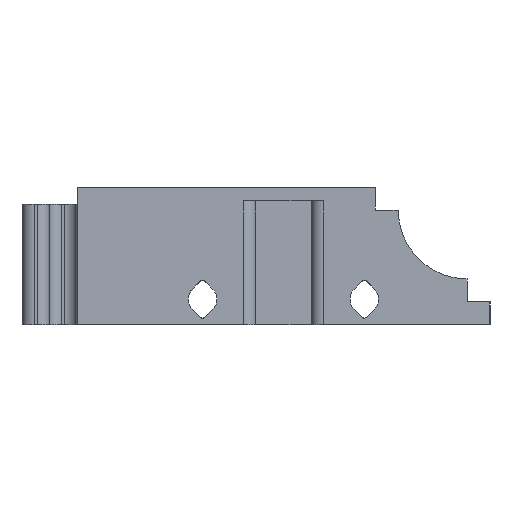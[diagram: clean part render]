
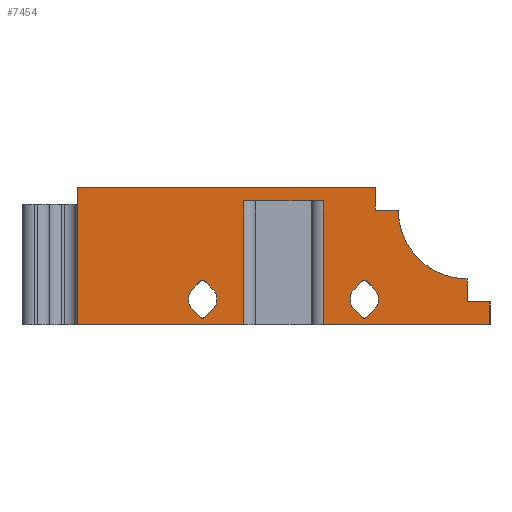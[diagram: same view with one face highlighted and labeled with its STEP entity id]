
A CAD part, left-side view. The second image highlights one B-rep face of the part: STEP entity #7454.
In plain terms, the highlighted planar face has unit normal (-1, 0, 0).
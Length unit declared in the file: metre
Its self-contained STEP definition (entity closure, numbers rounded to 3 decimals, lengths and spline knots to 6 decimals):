
#93=CIRCLE('',#7884,0.0004);
#94=CIRCLE('',#7885,0.002075);
#95=CIRCLE('',#7886,0.0004);
#96=CIRCLE('',#7887,0.002075);
#97=CIRCLE('',#7888,0.002075);
#98=CIRCLE('',#7889,0.0004);
#99=CIRCLE('',#7890,0.002075);
#100=CIRCLE('',#7891,0.0004);
#101=CIRCLE('',#7892,0.01);
#383=PLANE('',#7883);
#682=LINE('',#11023,#1451);
#709=LINE('',#11139,#1478);
#710=LINE('',#11144,#1479);
#711=LINE('',#11148,#1480);
#712=LINE('',#11152,#1481);
#713=LINE('',#11158,#1482);
#714=LINE('',#11162,#1483);
#715=LINE('',#11166,#1484);
#716=LINE('',#11170,#1485);
#717=LINE('',#11171,#1486);
#718=LINE('',#11173,#1487);
#719=LINE('',#11175,#1488);
#720=LINE('',#11177,#1489);
#721=LINE('',#11179,#1490);
#722=LINE('',#11181,#1491);
#723=LINE('',#11183,#1492);
#724=LINE('',#11185,#1493);
#725=LINE('',#11187,#1494);
#726=LINE('',#11189,#1495);
#727=LINE('',#11193,#1496);
#1451=VECTOR('',#8582,1.);
#1478=VECTOR('',#8639,1.);
#1479=VECTOR('',#8642,1.);
#1480=VECTOR('',#8645,1.);
#1481=VECTOR('',#8648,1.);
#1482=VECTOR('',#8653,1.);
#1483=VECTOR('',#8656,1.);
#1484=VECTOR('',#8659,1.);
#1485=VECTOR('',#8662,1.);
#1486=VECTOR('',#8663,1.);
#1487=VECTOR('',#8664,1.);
#1488=VECTOR('',#8665,1.);
#1489=VECTOR('',#8666,1.);
#1490=VECTOR('',#8667,1.);
#1491=VECTOR('',#8668,1.);
#1492=VECTOR('',#8669,1.);
#1493=VECTOR('',#8670,1.);
#1494=VECTOR('',#8671,1.);
#1495=VECTOR('',#8672,1.);
#1496=VECTOR('',#8675,1.);
#2507=ORIENTED_EDGE('',*,*,#4656,.F.);
#2508=ORIENTED_EDGE('',*,*,#4657,.T.);
#2509=ORIENTED_EDGE('',*,*,#4658,.T.);
#2510=ORIENTED_EDGE('',*,*,#4659,.T.);
#2511=ORIENTED_EDGE('',*,*,#4660,.T.);
#2512=ORIENTED_EDGE('',*,*,#4661,.T.);
#2513=ORIENTED_EDGE('',*,*,#4662,.F.);
#2514=ORIENTED_EDGE('',*,*,#4663,.T.);
#2515=ORIENTED_EDGE('',*,*,#4664,.F.);
#2516=ORIENTED_EDGE('',*,*,#4665,.T.);
#2517=ORIENTED_EDGE('',*,*,#4666,.F.);
#2518=ORIENTED_EDGE('',*,*,#4667,.F.);
#2519=ORIENTED_EDGE('',*,*,#4668,.F.);
#2520=ORIENTED_EDGE('',*,*,#4669,.F.);
#2521=ORIENTED_EDGE('',*,*,#4670,.F.);
#2522=ORIENTED_EDGE('',*,*,#4671,.T.);
#2523=ORIENTED_EDGE('',*,*,#4672,.F.);
#2524=ORIENTED_EDGE('',*,*,#4607,.F.);
#2525=ORIENTED_EDGE('',*,*,#4673,.T.);
#2526=ORIENTED_EDGE('',*,*,#4674,.T.);
#2527=ORIENTED_EDGE('',*,*,#4675,.F.);
#2528=ORIENTED_EDGE('',*,*,#4676,.T.);
#2529=ORIENTED_EDGE('',*,*,#4677,.T.);
#2530=ORIENTED_EDGE('',*,*,#4678,.T.);
#2531=ORIENTED_EDGE('',*,*,#4679,.T.);
#2532=ORIENTED_EDGE('',*,*,#4680,.F.);
#2533=ORIENTED_EDGE('',*,*,#4681,.F.);
#2534=ORIENTED_EDGE('',*,*,#4682,.F.);
#2535=ORIENTED_EDGE('',*,*,#4683,.F.);
#4607=EDGE_CURVE('',#5708,#5706,#682,.F.);
#4656=EDGE_CURVE('',#5756,#5757,#709,.T.);
#4657=EDGE_CURVE('',#5756,#5758,#93,.T.);
#4658=EDGE_CURVE('',#5758,#5759,#710,.T.);
#4659=EDGE_CURVE('',#5759,#5760,#94,.T.);
#4660=EDGE_CURVE('',#5760,#5761,#711,.T.);
#4661=EDGE_CURVE('',#5761,#5762,#95,.T.);
#4662=EDGE_CURVE('',#5763,#5762,#712,.T.);
#4663=EDGE_CURVE('',#5763,#5757,#96,.T.);
#4664=EDGE_CURVE('',#5764,#5765,#97,.F.);
#4665=EDGE_CURVE('',#5764,#5766,#713,.T.);
#4666=EDGE_CURVE('',#5767,#5766,#98,.F.);
#4667=EDGE_CURVE('',#5768,#5767,#714,.T.);
#4668=EDGE_CURVE('',#5769,#5768,#99,.F.);
#4669=EDGE_CURVE('',#5770,#5769,#715,.T.);
#4670=EDGE_CURVE('',#5771,#5770,#100,.F.);
#4671=EDGE_CURVE('',#5771,#5765,#716,.T.);
#4672=EDGE_CURVE('',#5706,#5772,#717,.T.);
#4673=EDGE_CURVE('',#5708,#5773,#718,.F.);
#4674=EDGE_CURVE('',#5773,#5774,#719,.F.);
#4675=EDGE_CURVE('',#5775,#5774,#720,.T.);
#4676=EDGE_CURVE('',#5775,#5776,#721,.F.);
#4677=EDGE_CURVE('',#5776,#5777,#722,.F.);
#4678=EDGE_CURVE('',#5777,#5778,#723,.F.);
#4679=EDGE_CURVE('',#5778,#5779,#724,.T.);
#4680=EDGE_CURVE('',#5780,#5779,#725,.T.);
#4681=EDGE_CURVE('',#5781,#5780,#726,.T.);
#4682=EDGE_CURVE('',#5782,#5781,#101,.F.);
#4683=EDGE_CURVE('',#5772,#5782,#727,.T.);
#5706=VERTEX_POINT('',#11018);
#5708=VERTEX_POINT('',#11022);
#5756=VERTEX_POINT('',#11140);
#5757=VERTEX_POINT('',#11141);
#5758=VERTEX_POINT('',#11143);
#5759=VERTEX_POINT('',#11145);
#5760=VERTEX_POINT('',#11147);
#5761=VERTEX_POINT('',#11149);
#5762=VERTEX_POINT('',#11151);
#5763=VERTEX_POINT('',#11153);
#5764=VERTEX_POINT('',#11156);
#5765=VERTEX_POINT('',#11157);
#5766=VERTEX_POINT('',#11159);
#5767=VERTEX_POINT('',#11161);
#5768=VERTEX_POINT('',#11163);
#5769=VERTEX_POINT('',#11165);
#5770=VERTEX_POINT('',#11167);
#5771=VERTEX_POINT('',#11169);
#5772=VERTEX_POINT('',#11172);
#5773=VERTEX_POINT('',#11174);
#5774=VERTEX_POINT('',#11176);
#5775=VERTEX_POINT('',#11178);
#5776=VERTEX_POINT('',#11180);
#5777=VERTEX_POINT('',#11182);
#5778=VERTEX_POINT('',#11184);
#5779=VERTEX_POINT('',#11186);
#5780=VERTEX_POINT('',#11188);
#5781=VERTEX_POINT('',#11190);
#5782=VERTEX_POINT('',#11192);
#6548=EDGE_LOOP('',(#2507,#2508,#2509,#2510,#2511,#2512,#2513,#2514));
#6549=EDGE_LOOP('',(#2515,#2516,#2517,#2518,#2519,#2520,#2521,#2522));
#6550=EDGE_LOOP('',(#2523,#2524,#2525,#2526,#2527,#2528,#2529,#2530,#2531,
#2532,#2533,#2534,#2535));
#6975=FACE_BOUND('',#6548,.T.);
#6976=FACE_BOUND('',#6549,.T.);
#6977=FACE_BOUND('',#6550,.T.);
#7454=ADVANCED_FACE('',(#6975,#6976,#6977),#383,.F.);
#7883=AXIS2_PLACEMENT_3D('',#11138,#8637,#8638);
#7884=AXIS2_PLACEMENT_3D('',#11142,#8640,#8641);
#7885=AXIS2_PLACEMENT_3D('',#11146,#8643,#8644);
#7886=AXIS2_PLACEMENT_3D('',#11150,#8646,#8647);
#7887=AXIS2_PLACEMENT_3D('',#11154,#8649,#8650);
#7888=AXIS2_PLACEMENT_3D('',#11155,#8651,#8652);
#7889=AXIS2_PLACEMENT_3D('',#11160,#8654,#8655);
#7890=AXIS2_PLACEMENT_3D('',#11164,#8657,#8658);
#7891=AXIS2_PLACEMENT_3D('',#11168,#8660,#8661);
#7892=AXIS2_PLACEMENT_3D('',#11191,#8673,#8674);
#8582=DIRECTION('',(0.,1.,0.));
#8637=DIRECTION('',(1.,0.,0.));
#8638=DIRECTION('',(0.,1.,0.));
#8639=DIRECTION('',(0.,-0.707,0.707));
#8640=DIRECTION('',(1.,0.,0.));
#8641=DIRECTION('',(0.,1.,0.));
#8642=DIRECTION('',(0.,0.707,0.707));
#8643=DIRECTION('',(1.,0.,0.));
#8644=DIRECTION('',(0.,1.,0.));
#8645=DIRECTION('',(0.,-0.707,0.707));
#8646=DIRECTION('',(1.,0.,0.));
#8647=DIRECTION('',(0.,1.,0.));
#8648=DIRECTION('',(0.,0.707,0.707));
#8649=DIRECTION('',(1.,0.,0.));
#8650=DIRECTION('',(0.,1.,0.));
#8651=DIRECTION('',(1.,0.,0.));
#8652=DIRECTION('',(0.,1.,0.));
#8653=DIRECTION('',(0.,-0.707,0.707));
#8654=DIRECTION('',(1.,0.,0.));
#8655=DIRECTION('',(0.,1.,0.));
#8656=DIRECTION('',(0.,0.707,0.707));
#8657=DIRECTION('',(1.,0.,0.));
#8658=DIRECTION('',(0.,1.,0.));
#8659=DIRECTION('',(0.,-0.707,0.707));
#8660=DIRECTION('',(1.,0.,0.));
#8661=DIRECTION('',(0.,1.,0.));
#8662=DIRECTION('',(0.,0.707,0.707));
#8663=DIRECTION('',(0.,0.,-1.));
#8664=DIRECTION('',(0.,0.,1.));
#8665=DIRECTION('',(0.,1.,0.));
#8666=DIRECTION('',(0.,0.,-1.));
#8667=DIRECTION('',(0.,1.,0.));
#8668=DIRECTION('',(0.,0.,1.));
#8669=DIRECTION('',(0.,1.,0.));
#8670=DIRECTION('',(0.,0.,1.));
#8671=DIRECTION('',(0.,-1.,0.));
#8672=DIRECTION('',(0.,0.,-1.));
#8673=DIRECTION('',(1.,0.,0.));
#8674=DIRECTION('',(0.,1.,0.));
#8675=DIRECTION('',(0.,-1.,0.));
#11018=CARTESIAN_POINT('',(0.630025,0.526667,0.38));
#11022=CARTESIAN_POINT('',(0.630025,0.569975,0.38));
#11023=CARTESIAN_POINT('',(0.630025,0.497889,0.38));
#11138=CARTESIAN_POINT('',(0.630025,0.497889,0.38));
#11139=CARTESIAN_POINT('',(0.630025,0.503477,0.385588));
#11140=CARTESIAN_POINT('',(0.630025,0.527984,0.361082));
#11141=CARTESIAN_POINT('',(0.630025,0.526799,0.362266));
#11142=CARTESIAN_POINT('',(0.630025,0.528267,0.361365));
#11143=CARTESIAN_POINT('',(0.630025,0.528549,0.361082));
#11144=CARTESIAN_POINT('',(0.630025,0.522678,0.355211));
#11145=CARTESIAN_POINT('',(0.630025,0.529734,0.362266));
#11146=CARTESIAN_POINT('',(0.630025,0.528267,0.363733));
#11147=CARTESIAN_POINT('',(0.630025,0.529734,0.365201));
#11148=CARTESIAN_POINT('',(0.630025,0.506412,0.388523));
#11149=CARTESIAN_POINT('',(0.630025,0.528549,0.366385));
#11150=CARTESIAN_POINT('',(0.630025,0.528267,0.366102));
#11151=CARTESIAN_POINT('',(0.630025,0.527984,0.366385));
#11152=CARTESIAN_POINT('',(0.630025,0.519744,0.358145));
#11153=CARTESIAN_POINT('',(0.630025,0.526799,0.365201));
#11154=CARTESIAN_POINT('',(0.630025,0.528267,0.363733));
#11155=CARTESIAN_POINT('',(0.630025,0.551733,0.363733));
#11156=CARTESIAN_POINT('',(0.630025,0.553201,0.365201));
#11157=CARTESIAN_POINT('',(0.630025,0.553201,0.362266));
#11158=CARTESIAN_POINT('',(0.630025,0.518145,0.400256));
#11159=CARTESIAN_POINT('',(0.630025,0.552016,0.366385));
#11160=CARTESIAN_POINT('',(0.630025,0.551733,0.366102));
#11161=CARTESIAN_POINT('',(0.630025,0.551451,0.366385));
#11162=CARTESIAN_POINT('',(0.630025,0.531477,0.346412));
#11163=CARTESIAN_POINT('',(0.630025,0.550266,0.365201));
#11164=CARTESIAN_POINT('',(0.630025,0.551733,0.363733));
#11165=CARTESIAN_POINT('',(0.630025,0.550266,0.362266));
#11166=CARTESIAN_POINT('',(0.630025,0.515211,0.397322));
#11167=CARTESIAN_POINT('',(0.630025,0.551451,0.361082));
#11168=CARTESIAN_POINT('',(0.630025,0.551733,0.361365));
#11169=CARTESIAN_POINT('',(0.630025,0.552016,0.361082));
#11170=CARTESIAN_POINT('',(0.630025,0.534412,0.343477));
#11171=CARTESIAN_POINT('',(0.630025,0.526667,0.38));
#11172=CARTESIAN_POINT('',(0.630025,0.526667,0.376667));
#11173=CARTESIAN_POINT('',(0.630025,0.569975,0.38));
#11174=CARTESIAN_POINT('',(0.630025,0.569975,0.36));
#11175=CARTESIAN_POINT('',(0.630025,0.497889,0.36));
#11176=CARTESIAN_POINT('',(0.630025,0.545778,0.36));
#11177=CARTESIAN_POINT('',(0.630025,0.545778,0.38));
#11178=CARTESIAN_POINT('',(0.630025,0.545778,0.378));
#11179=CARTESIAN_POINT('',(0.630025,0.497889,0.378));
#11180=CARTESIAN_POINT('',(0.630025,0.534222,0.378));
#11181=CARTESIAN_POINT('',(0.630025,0.534222,0.38));
#11182=CARTESIAN_POINT('',(0.630025,0.534222,0.36));
#11183=CARTESIAN_POINT('',(0.630025,0.497889,0.36));
#11184=CARTESIAN_POINT('',(0.630025,0.51,0.36));
#11185=CARTESIAN_POINT('',(0.630025,0.51,0.38));
#11186=CARTESIAN_POINT('',(0.630025,0.51,0.363333));
#11187=CARTESIAN_POINT('',(0.630025,0.497889,0.363333));
#11188=CARTESIAN_POINT('',(0.630025,0.513333,0.363333));
#11189=CARTESIAN_POINT('',(0.630025,0.513333,0.38));
#11190=CARTESIAN_POINT('',(0.630025,0.513333,0.366667));
#11191=CARTESIAN_POINT('',(0.630025,0.513333,0.376667));
#11192=CARTESIAN_POINT('',(0.630025,0.523333,0.376667));
#11193=CARTESIAN_POINT('',(0.630025,0.497889,0.376667));
